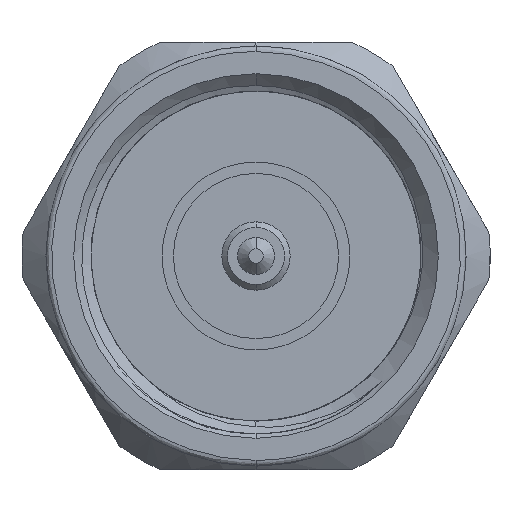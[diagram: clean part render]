
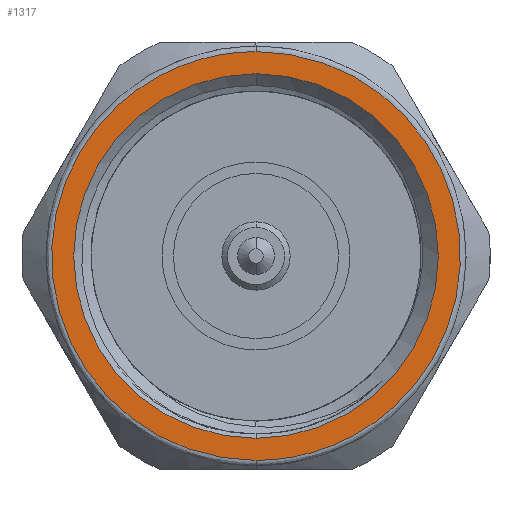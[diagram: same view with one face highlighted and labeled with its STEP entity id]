
A CAD part, front view. The second image highlights one B-rep face of the part: STEP entity #1317.
In plain terms, the highlighted planar face has unit normal (0, -1, 0).
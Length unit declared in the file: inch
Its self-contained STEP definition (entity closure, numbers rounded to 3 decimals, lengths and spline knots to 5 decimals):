
#129 = DIRECTION ( 'NONE',  ( 0., 0., -1. ) ) ;
#184 = CARTESIAN_POINT ( 'NONE',  ( 0., -0.897, -0.35879 ) ) ;
#359 = ORIENTED_EDGE ( 'NONE', *, *, #424, .F. ) ;
#424 = EDGE_CURVE ( 'NONE', #4866, #1131, #879, .T. ) ;
#622 = EDGE_CURVE ( 'NONE', #4161, #743, #2649, .T. ) ;
#705 = CARTESIAN_POINT ( 'NONE',  ( -0.71759, -0.897, -0.35879 ) ) ;
#743 = VERTEX_POINT ( 'NONE', #5622 ) ;
#803 = CARTESIAN_POINT ( 'NONE',  ( 0., -0.897, 0.35879 ) ) ;
#879 = CIRCLE ( 'NONE', #4558, 0.32 ) ;
#887 = EDGE_LOOP ( 'NONE', ( #2674, #4212 ) ) ;
#946 = CARTESIAN_POINT ( 'NONE',  ( 0., -0.897, -0.35879 ) ) ;
#1131 = VERTEX_POINT ( 'NONE', #5516 ) ;
#1165 = FACE_BOUND ( 'NONE', #2733, .T. ) ;
#1317 = ADVANCED_FACE ( 'NONE', ( #1165, #4748 ), #6264, .F. ) ;
#1432 = EDGE_CURVE ( 'NONE', #1131, #4866, #3940, .T. ) ;
#1704 = DIRECTION ( 'NONE',  ( 0., -1., 0. ) ) ;
#2190 = EDGE_CURVE ( 'NONE', #743, #4161, #4172, .T. ) ;
#2649 =( BOUNDED_CURVE ( )  B_SPLINE_CURVE ( 3, ( #3332, #4836, #2897, #946 ),
 .UNSPECIFIED., .F., .F. ) 
 B_SPLINE_CURVE_WITH_KNOTS ( ( 4, 4 ),
 ( 0., 1. ),
 .UNSPECIFIED. ) 
 CURVE ( )  GEOMETRIC_REPRESENTATION_ITEM ( )  RATIONAL_B_SPLINE_CURVE ( ( 1., 0.333, 0.333, 1. ) ) 
 REPRESENTATION_ITEM ( '' )  );
#2674 = ORIENTED_EDGE ( 'NONE', *, *, #622, .F. ) ;
#2733 = EDGE_LOOP ( 'NONE', ( #6099, #359 ) ) ;
#2897 = CARTESIAN_POINT ( 'NONE',  ( 0.71759, -0.897, -0.35879 ) ) ;
#3064 = DIRECTION ( 'NONE',  ( 0., -1., 0. ) ) ;
#3332 = CARTESIAN_POINT ( 'NONE',  ( 0., -0.897, 0.35879 ) ) ;
#3415 = AXIS2_PLACEMENT_3D ( 'NONE', #6169, #5676, #4264 ) ;
#3648 = CARTESIAN_POINT ( 'NONE',  ( 0., -0.897, 0.35879 ) ) ;
#3712 = DIRECTION ( 'NONE',  ( 0., 0., -1. ) ) ;
#3834 = AXIS2_PLACEMENT_3D ( 'NONE', #6180, #1704, #3712 ) ;
#3940 = CIRCLE ( 'NONE', #3834, 0.32 ) ;
#4089 = CARTESIAN_POINT ( 'NONE',  ( 0., -0.897, 0. ) ) ;
#4161 = VERTEX_POINT ( 'NONE', #803 ) ;
#4172 =( BOUNDED_CURVE ( )  B_SPLINE_CURVE ( 3, ( #184, #705, #5777, #3648 ),
 .UNSPECIFIED., .F., .F. ) 
 B_SPLINE_CURVE_WITH_KNOTS ( ( 4, 4 ),
 ( 0., 1. ),
 .UNSPECIFIED. ) 
 CURVE ( )  GEOMETRIC_REPRESENTATION_ITEM ( )  RATIONAL_B_SPLINE_CURVE ( ( 1., 0.333, 0.333, 1. ) ) 
 REPRESENTATION_ITEM ( '' )  );
#4212 = ORIENTED_EDGE ( 'NONE', *, *, #2190, .F. ) ;
#4243 = CARTESIAN_POINT ( 'NONE',  ( 0., -0.897, 0.32 ) ) ;
#4264 = DIRECTION ( 'NONE',  ( 1., 0., 0. ) ) ;
#4558 = AXIS2_PLACEMENT_3D ( 'NONE', #4089, #3064, #129 ) ;
#4748 = FACE_OUTER_BOUND ( 'NONE', #887, .T. ) ;
#4836 = CARTESIAN_POINT ( 'NONE',  ( 0.71759, -0.897, 0.35879 ) ) ;
#4866 = VERTEX_POINT ( 'NONE', #4243 ) ;
#5516 = CARTESIAN_POINT ( 'NONE',  ( 0., -0.897, -0.32 ) ) ;
#5622 = CARTESIAN_POINT ( 'NONE',  ( 0., -0.897, -0.35879 ) ) ;
#5676 = DIRECTION ( 'NONE',  ( 0., 1., 0. ) ) ;
#5777 = CARTESIAN_POINT ( 'NONE',  ( -0.71759, -0.897, 0.35879 ) ) ;
#6099 = ORIENTED_EDGE ( 'NONE', *, *, #1432, .F. ) ;
#6169 = CARTESIAN_POINT ( 'NONE',  ( -0.36879, -0.897, 0. ) ) ;
#6180 = CARTESIAN_POINT ( 'NONE',  ( 0., -0.897, 0. ) ) ;
#6264 = PLANE ( 'NONE',  #3415 ) ;
